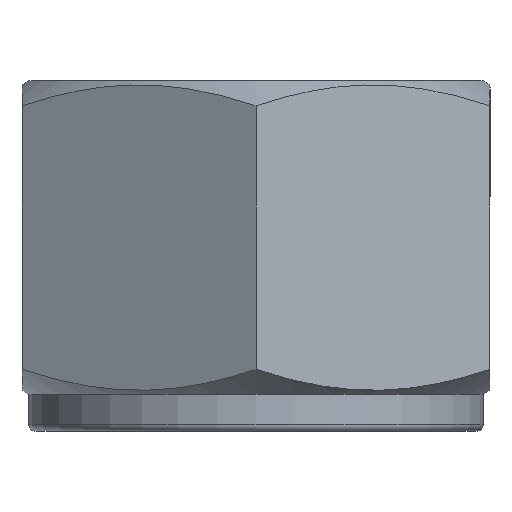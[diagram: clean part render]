
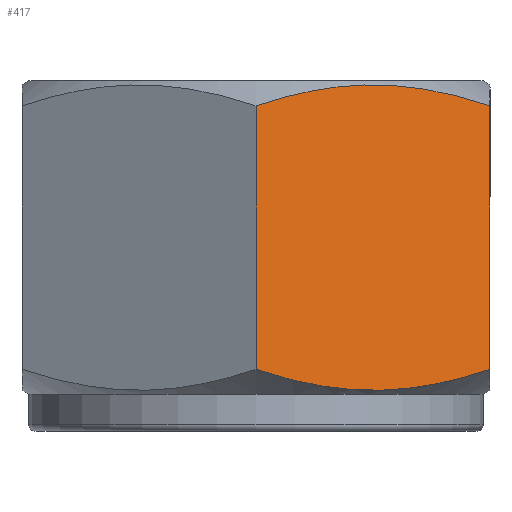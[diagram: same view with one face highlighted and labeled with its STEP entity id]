
A CAD part, front view. The second image highlights one B-rep face of the part: STEP entity #417.
In plain terms, the highlighted planar face has unit normal (0.5, -0.866, 0).
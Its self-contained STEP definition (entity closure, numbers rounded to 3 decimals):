
#15=(
BOUNDED_CURVE()
B_SPLINE_CURVE(2,(#772,#773,#774),.UNSPECIFIED.,.F.,.F.)
B_SPLINE_CURVE_WITH_KNOTS((3,3),(0.,2.226),.UNSPECIFIED.)
CURVE()
GEOMETRIC_REPRESENTATION_ITEM()
RATIONAL_B_SPLINE_CURVE((1.,1.155,1.))
REPRESENTATION_ITEM('')
);
#22=(
BOUNDED_CURVE()
B_SPLINE_CURVE(2,(#801,#802,#803),.UNSPECIFIED.,.F.,.F.)
B_SPLINE_CURVE_WITH_KNOTS((3,3),(0.,2.226),.UNSPECIFIED.)
CURVE()
GEOMETRIC_REPRESENTATION_ITEM()
RATIONAL_B_SPLINE_CURVE((1.,1.155,1.))
REPRESENTATION_ITEM('')
);
#45=PLANE('',#493);
#75=FACE_OUTER_BOUND('',#107,.T.);
#107=EDGE_LOOP('',(#379,#380,#381,#382));
#126=LINE('',#828,#143);
#127=LINE('',#830,#144);
#143=VECTOR('',#614,10.);
#144=VECTOR('',#617,10.);
#198=VERTEX_POINT('',#769);
#199=VERTEX_POINT('',#771);
#204=VERTEX_POINT('',#795);
#206=VERTEX_POINT('',#800);
#250=EDGE_CURVE('',#199,#198,#15,.T.);
#257=EDGE_CURVE('',#206,#204,#22,.T.);
#267=EDGE_CURVE('',#204,#199,#126,.T.);
#268=EDGE_CURVE('',#206,#198,#127,.T.);
#379=ORIENTED_EDGE('',*,*,#250,.T.);
#380=ORIENTED_EDGE('',*,*,#268,.F.);
#381=ORIENTED_EDGE('',*,*,#257,.T.);
#382=ORIENTED_EDGE('',*,*,#267,.T.);
#417=ADVANCED_FACE('',(#75),#45,.T.);
#493=AXIS2_PLACEMENT_3D('',#829,#615,#616);
#614=DIRECTION('',(0.,0.,1.));
#615=DIRECTION('center_axis',(0.5,-0.866,0.));
#616=DIRECTION('ref_axis',(0.866,0.5,0.));
#617=DIRECTION('',(0.,0.,1.));
#769=CARTESIAN_POINT('',(0.,-21.997,26.481));
#771=CARTESIAN_POINT('',(19.05,-10.999,26.481));
#772=CARTESIAN_POINT('Ctrl Pts',(19.05,-10.999,26.481));
#773=CARTESIAN_POINT('Ctrl Pts',(9.525,-16.498,29.656));
#774=CARTESIAN_POINT('Ctrl Pts',(0.,-21.997,
26.481));
#795=CARTESIAN_POINT('',(19.05,-10.999,5.019));
#800=CARTESIAN_POINT('',(0.,-21.997,5.019));
#801=CARTESIAN_POINT('Ctrl Pts',(0.,-21.997,
5.019));
#802=CARTESIAN_POINT('Ctrl Pts',(9.525,-16.498,1.844));
#803=CARTESIAN_POINT('Ctrl Pts',(19.05,-10.999,5.019));
#828=CARTESIAN_POINT('',(19.05,-10.999,3.));
#829=CARTESIAN_POINT('Origin',(0.,-21.997,3.));
#830=CARTESIAN_POINT('',(0.,-21.997,3.));
